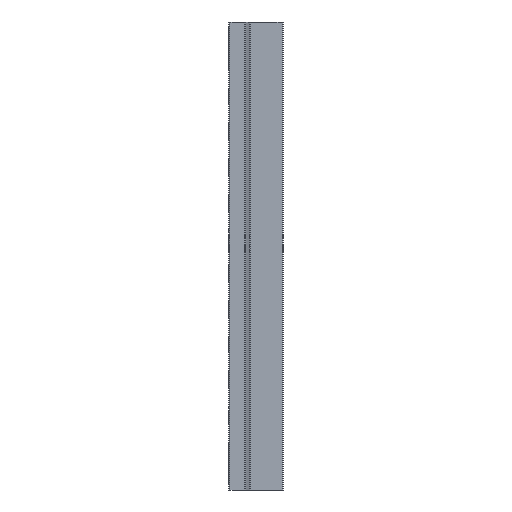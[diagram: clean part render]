
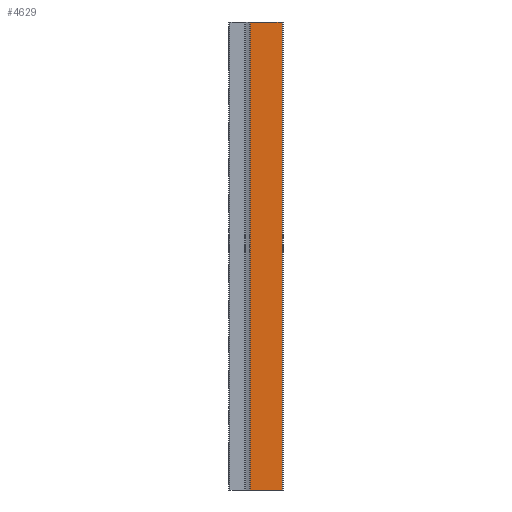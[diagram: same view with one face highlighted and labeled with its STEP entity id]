
A CAD part, left-side view. The second image highlights one B-rep face of the part: STEP entity #4629.
In plain terms, the highlighted face is planar.
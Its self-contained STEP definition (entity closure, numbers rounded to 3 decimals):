
#171=PLANE('',#4999);
#309=LINE('',#8025,#573);
#310=LINE('',#8027,#574);
#311=LINE('',#8029,#575);
#312=LINE('',#8031,#576);
#573=VECTOR('',#5748,1000.);
#574=VECTOR('',#5751,1000.);
#575=VECTOR('',#5752,1000.);
#576=VECTOR('',#5753,1000.);
#1280=ORIENTED_EDGE('',*,*,#2428,.F.);
#1281=ORIENTED_EDGE('',*,*,#2427,.F.);
#1282=ORIENTED_EDGE('',*,*,#2429,.T.);
#1283=ORIENTED_EDGE('',*,*,#2430,.T.);
#2427=EDGE_CURVE('',#2979,#2978,#309,.T.);
#2428=EDGE_CURVE('',#2978,#2980,#310,.T.);
#2429=EDGE_CURVE('',#2979,#2981,#311,.T.);
#2430=EDGE_CURVE('',#2981,#2980,#312,.T.);
#2978=VERTEX_POINT('',#8022);
#2979=VERTEX_POINT('',#8024);
#2980=VERTEX_POINT('',#8028);
#2981=VERTEX_POINT('',#8030);
#3469=EDGE_LOOP('',(#1280,#1281,#1282,#1283));
#3983=FACE_BOUND('',#3469,.T.);
#4629=ADVANCED_FACE('',(#3983),#171,.T.);
#4999=AXIS2_PLACEMENT_3D('',#8026,#5749,#5750);
#5748=DIRECTION('',(0.,0.,1.));
#5749=DIRECTION('',(1.,0.,0.));
#5750=DIRECTION('',(0.,0.,-1.));
#5751=DIRECTION('',(0.,1.,0.));
#5752=DIRECTION('',(0.,1.,0.));
#5753=DIRECTION('',(0.,0.,1.));
#8022=CARTESIAN_POINT('',(40.5,0.5,0.));
#8024=CARTESIAN_POINT('',(40.5,0.5,-251.));
#8025=CARTESIAN_POINT('',(40.5,0.5,-251.));
#8026=CARTESIAN_POINT('',(40.5,0.5,-251.));
#8027=CARTESIAN_POINT('',(40.5,0.5,0.));
#8028=CARTESIAN_POINT('',(40.5,17.535,0.));
#8029=CARTESIAN_POINT('',(40.5,0.5,-251.));
#8030=CARTESIAN_POINT('',(40.5,17.535,-251.));
#8031=CARTESIAN_POINT('',(40.5,17.535,-251.));
